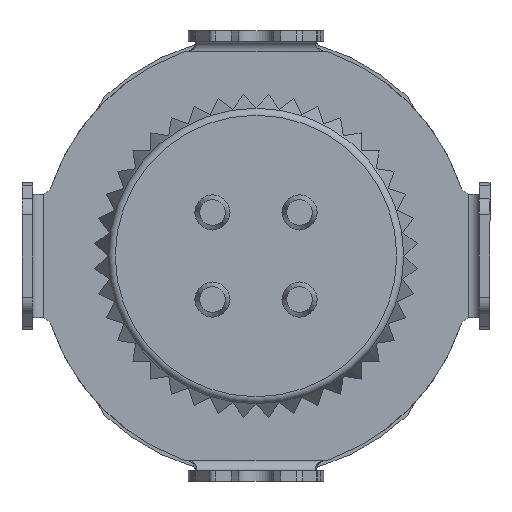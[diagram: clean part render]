
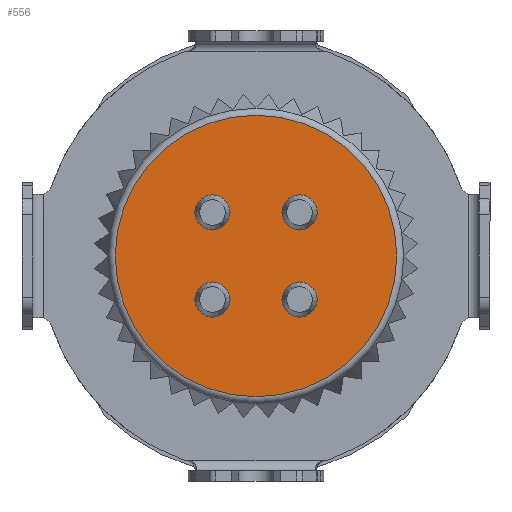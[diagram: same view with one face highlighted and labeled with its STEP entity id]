
A CAD part, front view. The second image highlights one B-rep face of the part: STEP entity #556.
In plain terms, the highlighted planar face has unit normal (0, -1, 0).
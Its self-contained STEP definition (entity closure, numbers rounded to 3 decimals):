
#108=FACE_BOUND('',#1353,.T.);
#109=FACE_BOUND('',#1354,.T.);
#110=FACE_BOUND('',#1355,.T.);
#111=FACE_BOUND('',#1356,.T.);
#112=FACE_BOUND('',#1357,.T.);
#329=PLANE('',#6472);
#556=ADVANCED_FACE('',(#108,#109,#110,#111,#112),#329,.F.);
#1353=EDGE_LOOP('',(#2035));
#1354=EDGE_LOOP('',(#2036));
#1355=EDGE_LOOP('',(#2037));
#1356=EDGE_LOOP('',(#2038));
#1357=EDGE_LOOP('',(#2039));
#1732=CIRCLE('',#6463,0.5);
#1733=CIRCLE('',#6465,0.5);
#1734=CIRCLE('',#6467,0.5);
#1735=CIRCLE('',#6469,0.5);
#1736=CIRCLE('',#6471,4.);
#2035=ORIENTED_EDGE('',*,*,#4465,.T.);
#2036=ORIENTED_EDGE('',*,*,#4464,.T.);
#2037=ORIENTED_EDGE('',*,*,#4463,.T.);
#2038=ORIENTED_EDGE('',*,*,#4462,.T.);
#2039=ORIENTED_EDGE('',*,*,#4466,.F.);
#3839=VERTEX_POINT('',#8975);
#3840=VERTEX_POINT('',#8978);
#3841=VERTEX_POINT('',#8981);
#3842=VERTEX_POINT('',#8984);
#3843=VERTEX_POINT('',#8987);
#4462=EDGE_CURVE('',#3839,#3839,#1732,.T.);
#4463=EDGE_CURVE('',#3840,#3840,#1733,.T.);
#4464=EDGE_CURVE('',#3841,#3841,#1734,.T.);
#4465=EDGE_CURVE('',#3842,#3842,#1735,.T.);
#4466=EDGE_CURVE('',#3843,#3843,#1736,.T.);
#6463=AXIS2_PLACEMENT_3D('',#8974,#7127,#7128);
#6465=AXIS2_PLACEMENT_3D('',#8977,#7131,#7132);
#6467=AXIS2_PLACEMENT_3D('',#8980,#7135,#7136);
#6469=AXIS2_PLACEMENT_3D('',#8983,#7139,#7140);
#6471=AXIS2_PLACEMENT_3D('',#8986,#7143,#7144);
#6472=AXIS2_PLACEMENT_3D('',#8988,#7145,#7146);
#7127=DIRECTION('',(0.,1.,0.));
#7128=DIRECTION('',(0.,0.,1.));
#7131=DIRECTION('',(0.,1.,0.));
#7132=DIRECTION('',(0.,0.,1.));
#7135=DIRECTION('',(0.,1.,0.));
#7136=DIRECTION('',(0.,0.,1.));
#7139=DIRECTION('',(0.,1.,0.));
#7140=DIRECTION('',(0.,0.,1.));
#7143=DIRECTION('',(0.,1.,0.));
#7144=DIRECTION('',(0.,0.,1.));
#7145=DIRECTION('',(0.,1.,0.));
#7146=DIRECTION('',(0.,0.,-1.));
#8974=CARTESIAN_POINT('',(-1.237,0.,1.237));
#8975=CARTESIAN_POINT('',(-1.237,0.,1.737));
#8977=CARTESIAN_POINT('',(1.237,0.,-1.237));
#8978=CARTESIAN_POINT('',(1.237,0.,-0.737));
#8980=CARTESIAN_POINT('',(1.237,0.,1.237));
#8981=CARTESIAN_POINT('',(1.237,0.,1.737));
#8983=CARTESIAN_POINT('',(-1.237,0.,-1.237));
#8984=CARTESIAN_POINT('',(-1.237,0.,-0.737));
#8986=CARTESIAN_POINT('',(0.,0.,0.));
#8987=CARTESIAN_POINT('',(0.,0.,4.));
#8988=CARTESIAN_POINT('',(3.6,0.,0.));
